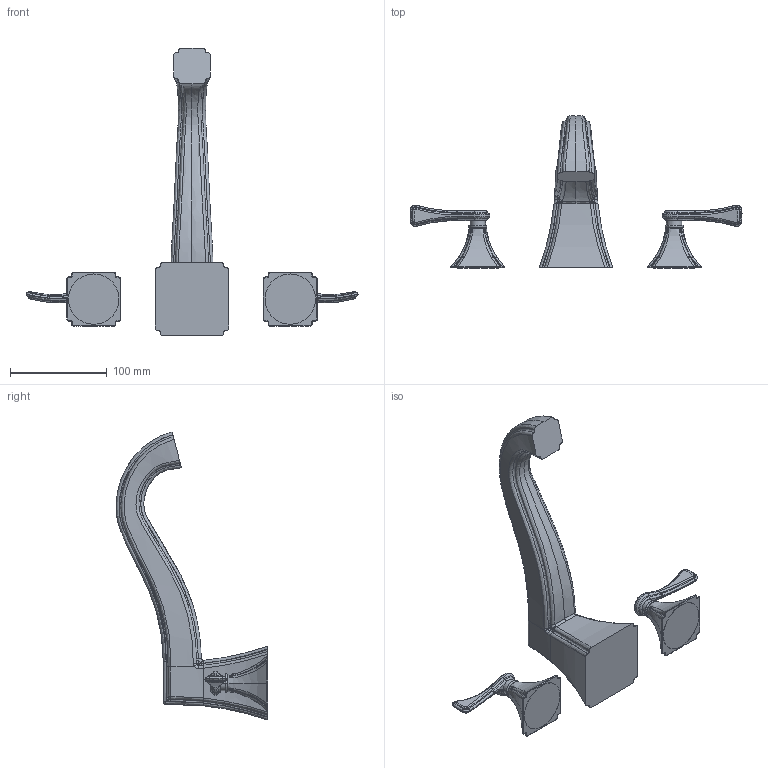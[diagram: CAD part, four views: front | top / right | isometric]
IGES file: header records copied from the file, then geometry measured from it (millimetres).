
Start section:  PTC IGES file: 3-2536.igs
Global section: file name: 3-2536.igs; native system: Creo Parametric by PTC Inc.; preprocessor: 2018400; author: jinson.thomas; organization: Unknown; date: 20210312.161244; units: inch
Bounding box: 343.44 x 156.91 x 297.81 mm (x, y, z)
Volume: 687176.3 mm3; surface area: 86280.3 mm2
Topology: 3 solids, 3 shells, 502 faces, 1187 edges, 695 vertices
Faces by surface type: bspline 396, revolution 106
